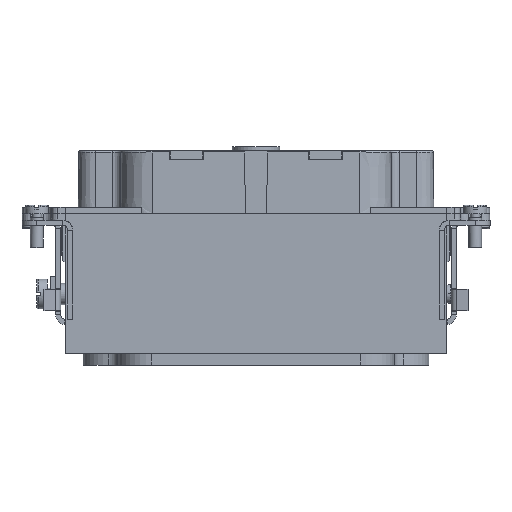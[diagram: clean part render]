
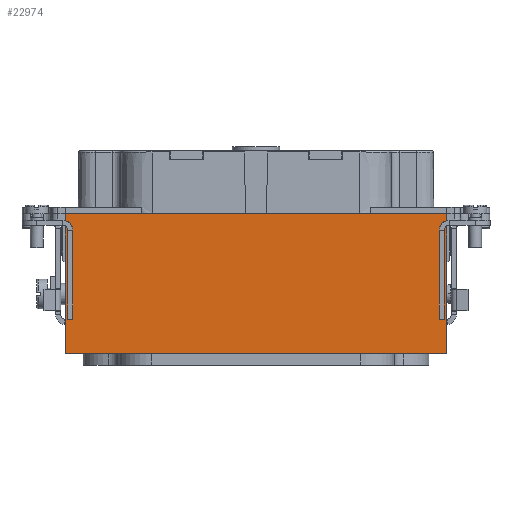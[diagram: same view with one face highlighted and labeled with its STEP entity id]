
A CAD part, top view. The second image highlights one B-rep face of the part: STEP entity #22974.
In plain terms, the highlighted planar face has unit normal (0, 0, 1).
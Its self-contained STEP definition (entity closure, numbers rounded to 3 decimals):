
#1439=DIRECTION('',(1.,0.,0.));
#1440=VECTOR('',#1439,90.5);
#1441=CARTESIAN_POINT('',(-45.25,-33.25,16.95));
#1442=LINE('',#1441,#1440);
#3777=DIRECTION('',(-1.,0.,0.));
#3778=VECTOR('',#3777,90.5);
#3779=CARTESIAN_POINT('',(45.25,0.05,16.95));
#3780=LINE('',#3779,#3778);
#3861=DIRECTION('',(0.,-1.,0.));
#3862=VECTOR('',#3861,21.1);
#3863=CARTESIAN_POINT('',(-44.7,-3.95,16.95));
#3864=LINE('',#3863,#3862);
#3865=DIRECTION('',(-1.,0.,0.));
#3866=VECTOR('',#3865,1.2);
#3867=CARTESIAN_POINT('',(-43.5,-25.05,16.95));
#3868=LINE('',#3867,#3866);
#3869=DIRECTION('',(0.,-1.,0.));
#3870=VECTOR('',#3869,21.1);
#3871=CARTESIAN_POINT('',(-43.5,-3.95,16.95));
#3872=LINE('',#3871,#3870);
#3873=CARTESIAN_POINT('',(-45.9,-3.95,16.95));
#3874=DIRECTION('',(0.,0.,1.));
#3875=DIRECTION('',(1.,0.,0.));
#3876=AXIS2_PLACEMENT_3D('',#3873,#3874,#3875);
#3878=DIRECTION('',(0.,-1.,0.));
#3879=VECTOR('',#3878,1.69);
#3880=CARTESIAN_POINT('',(-45.25,0.05,16.95));
#3881=LINE('',#3880,#3879);
#3882=CARTESIAN_POINT('',(45.9,-3.95,16.95));
#3883=DIRECTION('',(0.,0.,-1.));
#3884=DIRECTION('',(-1.,0.,0.));
#3885=AXIS2_PLACEMENT_3D('',#3882,#3883,#3884);
#3887=DIRECTION('',(0.,-1.,0.));
#3888=VECTOR('',#3887,21.1);
#3889=CARTESIAN_POINT('',(43.5,-3.95,16.95));
#3890=LINE('',#3889,#3888);
#3891=DIRECTION('',(1.,0.,0.));
#3892=VECTOR('',#3891,1.2);
#3893=CARTESIAN_POINT('',(43.5,-25.05,16.95));
#3894=LINE('',#3893,#3892);
#3895=DIRECTION('',(0.,-1.,0.));
#3896=VECTOR('',#3895,21.1);
#3897=CARTESIAN_POINT('',(44.7,-3.95,16.95));
#3898=LINE('',#3897,#3896);
#3899=CARTESIAN_POINT('',(45.9,-3.95,16.95));
#3900=DIRECTION('',(0.,0.,-1.));
#3901=DIRECTION('',(-1.,0.,0.));
#3902=AXIS2_PLACEMENT_3D('',#3899,#3900,#3901);
#3904=DIRECTION('',(0.,-1.,0.));
#3905=VECTOR('',#3904,30.309);
#3906=CARTESIAN_POINT('',(-45.25,-2.941,16.95));
#3907=LINE('',#3906,#3905);
#3908=CARTESIAN_POINT('',(-45.9,-3.95,16.95));
#3909=DIRECTION('',(0.,0.,1.));
#3910=DIRECTION('',(1.,0.,0.));
#3911=AXIS2_PLACEMENT_3D('',#3908,#3909,#3910);
#4577=DIRECTION('',(0.,-1.,0.));
#4578=VECTOR('',#4577,30.309);
#4579=CARTESIAN_POINT('',(45.25,-2.941,16.95));
#4580=LINE('',#4579,#4578);
#4593=DIRECTION('',(0.,-1.,0.));
#4594=VECTOR('',#4593,1.69);
#4595=CARTESIAN_POINT('',(45.25,0.05,16.95));
#4596=LINE('',#4595,#4594);
#16038=CARTESIAN_POINT('',(-45.25,-33.25,16.95));
#16040=VERTEX_POINT('',#16038);
#16041=CARTESIAN_POINT('',(45.25,-33.25,16.95));
#16042=VERTEX_POINT('',#16041);
#16069=CARTESIAN_POINT('',(-45.25,0.05,16.95));
#16071=VERTEX_POINT('',#16069);
#16077=CARTESIAN_POINT('',(45.25,0.05,16.95));
#16079=VERTEX_POINT('',#16077);
#16785=CARTESIAN_POINT('',(44.7,-3.95,16.95));
#16786=CARTESIAN_POINT('',(44.7,-25.05,16.95));
#16787=VERTEX_POINT('',#16785);
#16788=VERTEX_POINT('',#16786);
#16789=CARTESIAN_POINT('',(43.5,-25.05,16.95));
#16790=VERTEX_POINT('',#16789);
#16791=CARTESIAN_POINT('',(43.5,-3.95,16.95));
#16792=VERTEX_POINT('',#16791);
#16793=CARTESIAN_POINT('',(45.25,-2.941,16.95));
#16794=VERTEX_POINT('',#16793);
#16795=CARTESIAN_POINT('',(45.25,-1.64,16.95));
#16796=VERTEX_POINT('',#16795);
#17106=CARTESIAN_POINT('',(-45.25,-2.941,16.95));
#17108=VERTEX_POINT('',#17106);
#17110=CARTESIAN_POINT('',(-45.25,-1.64,16.95));
#17112=VERTEX_POINT('',#17110);
#17121=CARTESIAN_POINT('',(-44.7,-3.95,16.95));
#17122=CARTESIAN_POINT('',(-44.7,-25.05,16.95));
#17123=VERTEX_POINT('',#17121);
#17124=VERTEX_POINT('',#17122);
#17125=CARTESIAN_POINT('',(-43.5,-25.05,16.95));
#17126=VERTEX_POINT('',#17125);
#17127=CARTESIAN_POINT('',(-43.5,-3.95,16.95));
#17128=VERTEX_POINT('',#17127);
#22937=CARTESIAN_POINT('',(-45.25,0.05,16.95));
#22938=DIRECTION('',(0.,0.,1.));
#22939=DIRECTION('',(1.,0.,0.));
#22940=AXIS2_PLACEMENT_3D('',#22937,#22938,#22939);
#22941=PLANE('',#22940);
#22943=ORIENTED_EDGE('',*,*,#22942,.T.);
#22945=ORIENTED_EDGE('',*,*,#22944,.F.);
#22947=ORIENTED_EDGE('',*,*,#22946,.F.);
#22949=ORIENTED_EDGE('',*,*,#22948,.T.);
#22951=ORIENTED_EDGE('',*,*,#22950,.F.);
#22952=ORIENTED_EDGE('',*,*,#22893,.F.);
#22954=ORIENTED_EDGE('',*,*,#22953,.T.);
#22956=ORIENTED_EDGE('',*,*,#22955,.F.);
#22958=ORIENTED_EDGE('',*,*,#22957,.T.);
#22960=ORIENTED_EDGE('',*,*,#22959,.T.);
#22962=ORIENTED_EDGE('',*,*,#22961,.F.);
#22964=ORIENTED_EDGE('',*,*,#22963,.T.);
#22966=ORIENTED_EDGE('',*,*,#22965,.T.);
#22967=ORIENTED_EDGE('',*,*,#20659,.F.);
#22969=ORIENTED_EDGE('',*,*,#22968,.F.);
#22971=ORIENTED_EDGE('',*,*,#22970,.F.);
#22972=EDGE_LOOP('',(#22943,#22945,#22947,#22949,#22951,#22952,#22954,#22956,
#22958,#22960,#22962,#22964,#22966,#22967,#22969,#22971));
#22973=FACE_OUTER_BOUND('',#22972,.F.);
#22974=ADVANCED_FACE('',(#22973),#22941,.T.);
#3877=CIRCLE('',#3876,2.4);
#3886=CIRCLE('',#3885,2.4);
#3903=CIRCLE('',#3902,1.2);
#3912=CIRCLE('',#3911,1.2);
#20659=EDGE_CURVE('',#16040,#16042,#1442,.T.);
#22893=EDGE_CURVE('',#16079,#16071,#3780,.T.);
#22942=EDGE_CURVE('',#17123,#17124,#3864,.T.);
#22944=EDGE_CURVE('',#17126,#17124,#3868,.T.);
#22946=EDGE_CURVE('',#17128,#17126,#3872,.T.);
#22948=EDGE_CURVE('',#17128,#17112,#3877,.T.);
#22950=EDGE_CURVE('',#16071,#17112,#3881,.T.);
#22953=EDGE_CURVE('',#16079,#16796,#4596,.T.);
#22955=EDGE_CURVE('',#16792,#16796,#3886,.T.);
#22957=EDGE_CURVE('',#16792,#16790,#3890,.T.);
#22959=EDGE_CURVE('',#16790,#16788,#3894,.T.);
#22961=EDGE_CURVE('',#16787,#16788,#3898,.T.);
#22963=EDGE_CURVE('',#16787,#16794,#3903,.T.);
#22965=EDGE_CURVE('',#16794,#16042,#4580,.T.);
#22968=EDGE_CURVE('',#17108,#16040,#3907,.T.);
#22970=EDGE_CURVE('',#17123,#17108,#3912,.T.);
